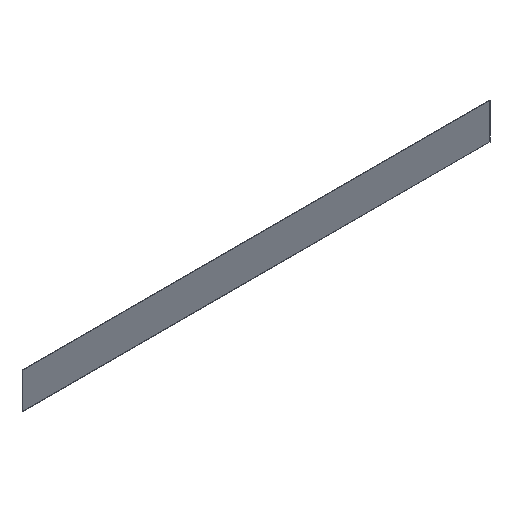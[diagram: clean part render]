
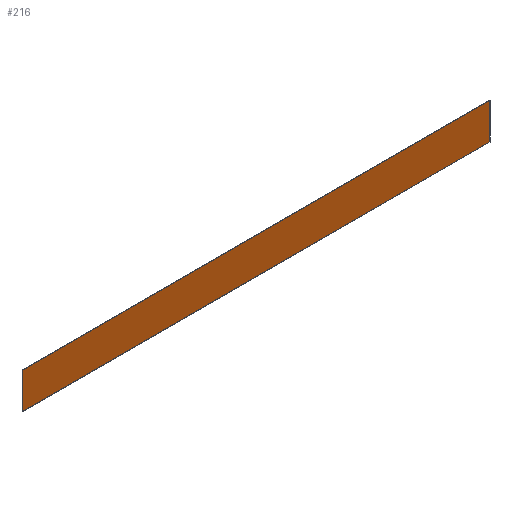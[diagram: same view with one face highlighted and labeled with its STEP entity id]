
A CAD part, isometric view. The second image highlights one B-rep face of the part: STEP entity #216.
In plain terms, the highlighted planar face has unit normal (0, -1, 0).
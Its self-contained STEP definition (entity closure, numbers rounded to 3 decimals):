
#5 = VECTOR ( 'NONE', #194, 1000. ) ;
#7 = CARTESIAN_POINT ( 'NONE',  ( -65., 0., 5. ) ) ;
#8 = VECTOR ( 'NONE', #219, 1000. ) ;
#9 = DIRECTION ( 'NONE',  ( -1., 0., 0. ) ) ;
#10 = EDGE_LOOP ( 'NONE', ( #121, #76, #163, #232 ) ) ;
#25 = LINE ( 'NONE', #182, #224 ) ;
#40 = EDGE_CURVE ( 'NONE', #228, #184, #44, .T. ) ;
#44 = LINE ( 'NONE', #57, #111 ) ;
#45 = CARTESIAN_POINT ( 'NONE',  ( 65., 0., 5. ) ) ;
#46 = DIRECTION ( 'NONE',  ( 0., 1., 0. ) ) ;
#48 = CARTESIAN_POINT ( 'NONE',  ( -65., 0., 5. ) ) ;
#49 = EDGE_CURVE ( 'NONE', #100, #63, #140, .T. ) ;
#57 = CARTESIAN_POINT ( 'NONE',  ( 65., 0., -5. ) ) ;
#63 = VERTEX_POINT ( 'NONE', #7 ) ;
#65 = FACE_OUTER_BOUND ( 'NONE', #10, .T. ) ;
#67 = LINE ( 'NONE', #48, #8 ) ;
#76 = ORIENTED_EDGE ( 'NONE', *, *, #105, .F. ) ;
#85 = EDGE_CURVE ( 'NONE', #184, #100, #25, .T. ) ;
#88 = PLANE ( 'NONE',  #199 ) ;
#100 = VERTEX_POINT ( 'NONE', #200 ) ;
#105 = EDGE_CURVE ( 'NONE', #63, #228, #67, .T. ) ;
#111 = VECTOR ( 'NONE', #122, 1000. ) ;
#121 = ORIENTED_EDGE ( 'NONE', *, *, #40, .F. ) ;
#122 = DIRECTION ( 'NONE',  ( 0., 0., -1. ) ) ;
#124 = CARTESIAN_POINT ( 'NONE',  ( -65., 0., -5. ) ) ;
#129 = DIRECTION ( 'NONE',  ( 0., 0., 1. ) ) ;
#140 = LINE ( 'NONE', #124, #5 ) ;
#163 = ORIENTED_EDGE ( 'NONE', *, *, #49, .F. ) ;
#182 = CARTESIAN_POINT ( 'NONE',  ( -65., 0., -5. ) ) ;
#184 = VERTEX_POINT ( 'NONE', #186 ) ;
#186 = CARTESIAN_POINT ( 'NONE',  ( 65., 0., -5. ) ) ;
#194 = DIRECTION ( 'NONE',  ( 0., 0., 1. ) ) ;
#199 = AXIS2_PLACEMENT_3D ( 'NONE', #236, #46, #129 ) ;
#200 = CARTESIAN_POINT ( 'NONE',  ( -65., 0., -5. ) ) ;
#216 = ADVANCED_FACE ( 'NONE', ( #65 ), #88, .F. ) ;
#219 = DIRECTION ( 'NONE',  ( 1., 0., 0. ) ) ;
#224 = VECTOR ( 'NONE', #9, 1000. ) ;
#228 = VERTEX_POINT ( 'NONE', #45 ) ;
#232 = ORIENTED_EDGE ( 'NONE', *, *, #85, .F. ) ;
#236 = CARTESIAN_POINT ( 'NONE',  ( 0., 0., 0. ) ) ;
